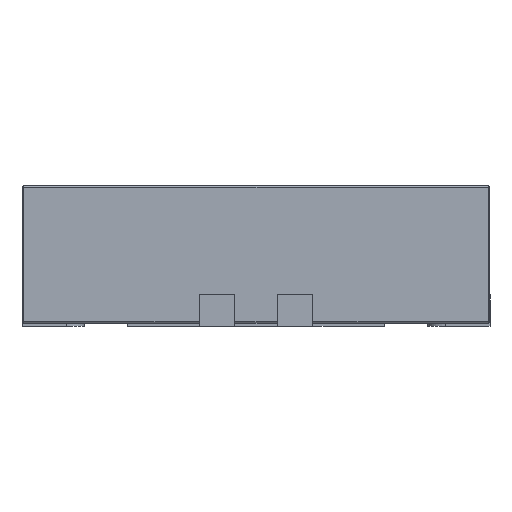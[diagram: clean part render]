
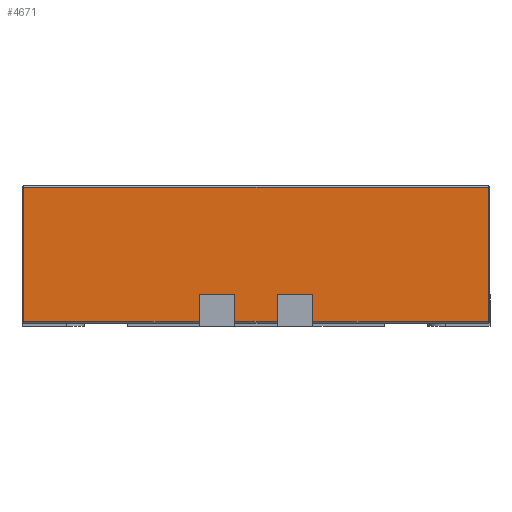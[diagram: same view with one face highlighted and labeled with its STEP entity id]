
A CAD part, left-side view. The second image highlights one B-rep face of the part: STEP entity #4671.
In plain terms, the highlighted planar face has unit normal (-1, 0, 0).
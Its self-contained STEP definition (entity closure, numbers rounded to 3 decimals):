
#25 = CARTESIAN_POINT ( 'NONE',  ( -1.5, 1.49, 0.03 ) ) ;
#169 = CARTESIAN_POINT ( 'NONE',  ( -1.5, 1.5, 0.2 ) ) ;
#179 = DIRECTION ( 'NONE',  ( 0., 0., -1. ) ) ;
#183 = ORIENTED_EDGE ( 'NONE', *, *, #5448, .F. ) ;
#202 = FACE_OUTER_BOUND ( 'NONE', #7281, .T. ) ;
#209 = LINE ( 'NONE', #169, #2492 ) ;
#226 = VECTOR ( 'NONE', #2170, 1000. ) ;
#250 = DIRECTION ( 'NONE',  ( 0., 1., 0. ) ) ;
#271 = EDGE_CURVE ( 'NONE', #4021, #1801, #7512, .T. ) ;
#349 = CARTESIAN_POINT ( 'NONE',  ( -1.5, -0.365, 0.2 ) ) ;
#383 = LINE ( 'NONE', #5101, #226 ) ;
#703 = ORIENTED_EDGE ( 'NONE', *, *, #3470, .F. ) ;
#737 = ORIENTED_EDGE ( 'NONE', *, *, #2985, .F. ) ;
#770 = EDGE_CURVE ( 'NONE', #1891, #6502, #7502, .T. ) ;
#781 = VERTEX_POINT ( 'NONE', #827 ) ;
#827 = CARTESIAN_POINT ( 'NONE',  ( -1.5, -1.49, 0.03 ) ) ;
#1043 = LINE ( 'NONE', #1713, #7024 ) ;
#1054 = CARTESIAN_POINT ( 'NONE',  ( -1.5, 1.5, 0.03 ) ) ;
#1159 = ORIENTED_EDGE ( 'NONE', *, *, #271, .F. ) ;
#1251 = LINE ( 'NONE', #5576, #2416 ) ;
#1410 = AXIS2_PLACEMENT_3D ( 'NONE', #2767, #3281, #5040 ) ;
#1582 = DIRECTION ( 'NONE',  ( 0., -1., 0. ) ) ;
#1583 = VERTEX_POINT ( 'NONE', #5508 ) ;
#1592 = VERTEX_POINT ( 'NONE', #3704 ) ;
#1677 = VERTEX_POINT ( 'NONE', #25 ) ;
#1713 = CARTESIAN_POINT ( 'NONE',  ( -1.5, 1.5, 0.03 ) ) ;
#1801 = VERTEX_POINT ( 'NONE', #4565 ) ;
#1891 = VERTEX_POINT ( 'NONE', #6654 ) ;
#1921 = VERTEX_POINT ( 'NONE', #2525 ) ;
#2075 = VECTOR ( 'NONE', #4462, 1000. ) ;
#2149 = VERTEX_POINT ( 'NONE', #3137 ) ;
#2170 = DIRECTION ( 'NONE',  ( 0., 0., -1. ) ) ;
#2355 = DIRECTION ( 'NONE',  ( 0., 1., 0. ) ) ;
#2382 = LINE ( 'NONE', #7149, #4245 ) ;
#2400 = VERTEX_POINT ( 'NONE', #2891 ) ;
#2416 = VECTOR ( 'NONE', #179, 1000. ) ;
#2474 = CARTESIAN_POINT ( 'NONE',  ( -1.5, 1.49, 0.89 ) ) ;
#2492 = VECTOR ( 'NONE', #250, 1000. ) ;
#2525 = CARTESIAN_POINT ( 'NONE',  ( -1.5, -1.49, 0.89 ) ) ;
#2628 = EDGE_CURVE ( 'NONE', #2149, #2400, #209, .T. ) ;
#2767 = CARTESIAN_POINT ( 'NONE',  ( -1.5, 1.5, 0.9 ) ) ;
#2891 = CARTESIAN_POINT ( 'NONE',  ( -1.5, 0.365, 0.2 ) ) ;
#2900 = VECTOR ( 'NONE', #1582, 1000. ) ;
#2935 = DIRECTION ( 'NONE',  ( 0., 1., 0. ) ) ;
#2985 = EDGE_CURVE ( 'NONE', #2400, #1583, #383, .T. ) ;
#3099 = CARTESIAN_POINT ( 'NONE',  ( -1.5, -1.49, 0.9 ) ) ;
#3123 = EDGE_CURVE ( 'NONE', #1921, #781, #4940, .T. ) ;
#3137 = CARTESIAN_POINT ( 'NONE',  ( -1.5, 0.135, 0.2 ) ) ;
#3281 = DIRECTION ( 'NONE',  ( 1., 0., 0. ) ) ;
#3314 = DIRECTION ( 'NONE',  ( 0., 0., 1. ) ) ;
#3470 = EDGE_CURVE ( 'NONE', #1677, #5890, #2382, .T. ) ;
#3497 = EDGE_CURVE ( 'NONE', #1583, #1677, #1043, .T. ) ;
#3704 = CARTESIAN_POINT ( 'NONE',  ( -1.5, -0.135, 0.2 ) ) ;
#3753 = LINE ( 'NONE', #6151, #6308 ) ;
#3860 = CARTESIAN_POINT ( 'NONE',  ( -1.5, -0.365, 0.9 ) ) ;
#3894 = ORIENTED_EDGE ( 'NONE', *, *, #5749, .F. ) ;
#4021 = VERTEX_POINT ( 'NONE', #4672 ) ;
#4038 = LINE ( 'NONE', #7111, #7166 ) ;
#4144 = DIRECTION ( 'NONE',  ( 0., 0., 1. ) ) ;
#4189 = LINE ( 'NONE', #1054, #4926 ) ;
#4245 = VECTOR ( 'NONE', #4144, 1000. ) ;
#4260 = ORIENTED_EDGE ( 'NONE', *, *, #4699, .F. ) ;
#4462 = DIRECTION ( 'NONE',  ( 0., 1., 0. ) ) ;
#4509 = ORIENTED_EDGE ( 'NONE', *, *, #770, .F. ) ;
#4517 = ORIENTED_EDGE ( 'NONE', *, *, #5044, .F. ) ;
#4565 = CARTESIAN_POINT ( 'NONE',  ( -1.5, 0.135, 0.03 ) ) ;
#4671 = ADVANCED_FACE ( 'NONE', ( #202 ), #5709, .F. ) ;
#4672 = CARTESIAN_POINT ( 'NONE',  ( -1.5, -0.135, 0.03 ) ) ;
#4699 = EDGE_CURVE ( 'NONE', #5890, #1921, #6382, .T. ) ;
#4926 = VECTOR ( 'NONE', #2355, 1000. ) ;
#4940 = LINE ( 'NONE', #3099, #7545 ) ;
#5040 = DIRECTION ( 'NONE',  ( 0., 0., -1. ) ) ;
#5044 = EDGE_CURVE ( 'NONE', #1592, #4021, #1251, .T. ) ;
#5101 = CARTESIAN_POINT ( 'NONE',  ( -1.5, 0.365, 0.9 ) ) ;
#5185 = ORIENTED_EDGE ( 'NONE', *, *, #3497, .F. ) ;
#5448 = EDGE_CURVE ( 'NONE', #6502, #1592, #3753, .T. ) ;
#5508 = CARTESIAN_POINT ( 'NONE',  ( -1.5, 0.365, 0.03 ) ) ;
#5576 = CARTESIAN_POINT ( 'NONE',  ( -1.5, -0.135, 0.9 ) ) ;
#5632 = CARTESIAN_POINT ( 'NONE',  ( -1.5, 1.5, 0.03 ) ) ;
#5709 = PLANE ( 'NONE',  #1410 ) ;
#5749 = EDGE_CURVE ( 'NONE', #781, #1891, #4189, .T. ) ;
#5869 = ORIENTED_EDGE ( 'NONE', *, *, #2628, .F. ) ;
#5890 = VERTEX_POINT ( 'NONE', #2474 ) ;
#6151 = CARTESIAN_POINT ( 'NONE',  ( -1.5, 1.5, 0.2 ) ) ;
#6308 = VECTOR ( 'NONE', #7186, 1000. ) ;
#6382 = LINE ( 'NONE', #6972, #2900 ) ;
#6502 = VERTEX_POINT ( 'NONE', #349 ) ;
#6654 = CARTESIAN_POINT ( 'NONE',  ( -1.5, -0.365, 0.03 ) ) ;
#6972 = CARTESIAN_POINT ( 'NONE',  ( -1.5, 0., 0.89 ) ) ;
#7024 = VECTOR ( 'NONE', #2935, 1000. ) ;
#7111 = CARTESIAN_POINT ( 'NONE',  ( -1.5, 0.135, 0.9 ) ) ;
#7149 = CARTESIAN_POINT ( 'NONE',  ( -1.5, 1.49, 0.9 ) ) ;
#7166 = VECTOR ( 'NONE', #7725, 1000. ) ;
#7186 = DIRECTION ( 'NONE',  ( 0., 1., 0. ) ) ;
#7281 = EDGE_LOOP ( 'NONE', ( #1159, #4517, #183, #4509, #3894, #7358, #4260, #703, #5185, #737, #5869, #7324 ) ) ;
#7285 = DIRECTION ( 'NONE',  ( 0., 0., -1. ) ) ;
#7324 = ORIENTED_EDGE ( 'NONE', *, *, #7541, .F. ) ;
#7358 = ORIENTED_EDGE ( 'NONE', *, *, #3123, .F. ) ;
#7502 = LINE ( 'NONE', #3860, #7758 ) ;
#7512 = LINE ( 'NONE', #5632, #2075 ) ;
#7541 = EDGE_CURVE ( 'NONE', #1801, #2149, #4038, .T. ) ;
#7545 = VECTOR ( 'NONE', #7285, 1000. ) ;
#7725 = DIRECTION ( 'NONE',  ( 0., 0., 1. ) ) ;
#7758 = VECTOR ( 'NONE', #3314, 1000. ) ;
